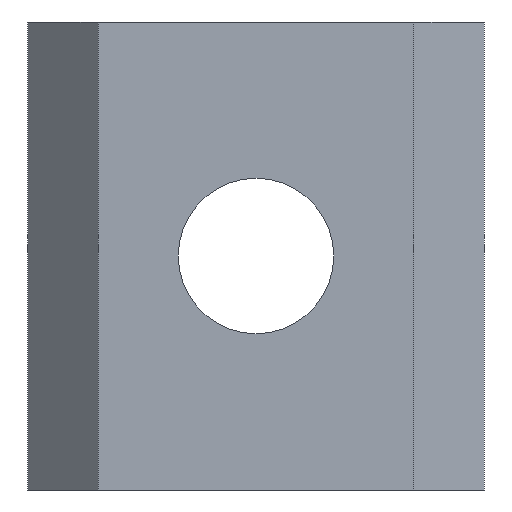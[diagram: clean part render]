
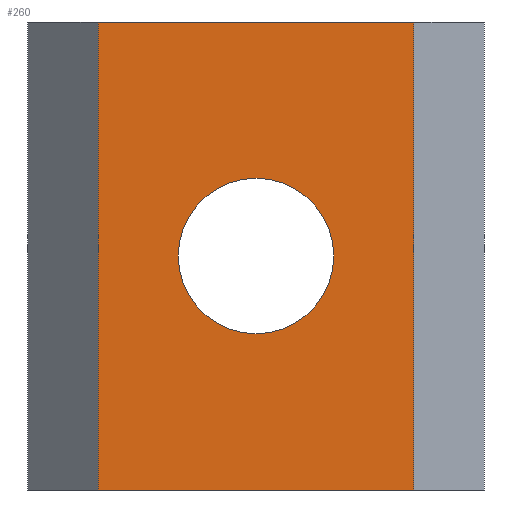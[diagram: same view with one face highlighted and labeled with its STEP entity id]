
A CAD part, front view. The second image highlights one B-rep face of the part: STEP entity #260.
In plain terms, the highlighted planar face has unit normal (0, -1, 0).
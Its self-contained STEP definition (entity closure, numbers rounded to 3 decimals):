
#8 = DIRECTION ( 'NONE',  ( 0., 1., 0. ) ) ;
#9 = VERTEX_POINT ( 'NONE', #46 ) ;
#24 = EDGE_CURVE ( 'NONE', #61, #207, #180, .T. ) ;
#33 = DIRECTION ( 'NONE',  ( 0., 1., 0. ) ) ;
#35 = VERTEX_POINT ( 'NONE', #256 ) ;
#46 = CARTESIAN_POINT ( 'NONE',  ( -6.75, -10.6, 0. ) ) ;
#61 = VERTEX_POINT ( 'NONE', #389 ) ;
#85 = EDGE_CURVE ( 'NONE', #207, #9, #374, .T. ) ;
#100 = CARTESIAN_POINT ( 'NONE',  ( 0., -10.6, 10. ) ) ;
#113 = CARTESIAN_POINT ( 'NONE',  ( 0., -10.6, 6.676 ) ) ;
#118 = DIRECTION ( 'NONE',  ( -1., 0., 0. ) ) ;
#119 = PLANE ( 'NONE',  #461 ) ;
#123 = CARTESIAN_POINT ( 'NONE',  ( -6.75, -10.6, 0. ) ) ;
#151 = ORIENTED_EDGE ( 'NONE', *, *, #166, .T. ) ;
#152 = CARTESIAN_POINT ( 'NONE',  ( 6.584, -10.6, 20. ) ) ;
#155 = LINE ( 'NONE', #311, #163 ) ;
#160 = DIRECTION ( 'NONE',  ( 0., 0., -1. ) ) ;
#163 = VECTOR ( 'NONE', #430, 1000. ) ;
#166 = EDGE_CURVE ( 'NONE', #35, #203, #355, .T. ) ;
#175 = ORIENTED_EDGE ( 'NONE', *, *, #183, .T. ) ;
#179 = FACE_OUTER_BOUND ( 'NONE', #453, .T. ) ;
#180 = LINE ( 'NONE', #152, #199 ) ;
#182 = CARTESIAN_POINT ( 'NONE',  ( 0., -10.6, 10. ) ) ;
#183 = EDGE_CURVE ( 'NONE', #9, #346, #313, .T. ) ;
#195 = ORIENTED_EDGE ( 'NONE', *, *, #24, .T. ) ;
#196 = ORIENTED_EDGE ( 'NONE', *, *, #438, .T. ) ;
#199 = VECTOR ( 'NONE', #118, 1000. ) ;
#203 = VERTEX_POINT ( 'NONE', #113 ) ;
#207 = VERTEX_POINT ( 'NONE', #406 ) ;
#213 = CARTESIAN_POINT ( 'NONE',  ( 6.584, -10.6, 0. ) ) ;
#218 = AXIS2_PLACEMENT_3D ( 'NONE', #100, #33, #383 ) ;
#241 = ORIENTED_EDGE ( 'NONE', *, *, #407, .T. ) ;
#248 = DIRECTION ( 'NONE',  ( 0., 0., 1. ) ) ;
#256 = CARTESIAN_POINT ( 'NONE',  ( 0., -10.6, 13.324 ) ) ;
#260 = ADVANCED_FACE ( 'NONE', ( #416, #179 ), #119, .T. ) ;
#261 = AXIS2_PLACEMENT_3D ( 'NONE', #182, #8, #248 ) ;
#291 = CARTESIAN_POINT ( 'NONE',  ( 6.584, -10.6, 0. ) ) ;
#293 = EDGE_LOOP ( 'NONE', ( #151, #241 ) ) ;
#297 = DIRECTION ( 'NONE',  ( 0., -1., 0. ) ) ;
#311 = CARTESIAN_POINT ( 'NONE',  ( 6.75, -10.6, 0. ) ) ;
#312 = CIRCLE ( 'NONE', #218, 3.324 ) ;
#313 = LINE ( 'NONE', #291, #393 ) ;
#346 = VERTEX_POINT ( 'NONE', #372 ) ;
#350 = ORIENTED_EDGE ( 'NONE', *, *, #85, .T. ) ;
#355 = CIRCLE ( 'NONE', #261, 3.324 ) ;
#360 = DIRECTION ( 'NONE',  ( 1., 0., 0. ) ) ;
#372 = CARTESIAN_POINT ( 'NONE',  ( 6.75, -10.6, 0. ) ) ;
#374 = LINE ( 'NONE', #123, #400 ) ;
#383 = DIRECTION ( 'NONE',  ( 0., 0., 1. ) ) ;
#389 = CARTESIAN_POINT ( 'NONE',  ( 6.75, -10.6, 20. ) ) ;
#393 = VECTOR ( 'NONE', #360, 1000. ) ;
#400 = VECTOR ( 'NONE', #160, 1000. ) ;
#406 = CARTESIAN_POINT ( 'NONE',  ( -6.75, -10.6, 20. ) ) ;
#407 = EDGE_CURVE ( 'NONE', #203, #35, #312, .T. ) ;
#416 = FACE_BOUND ( 'NONE', #293, .T. ) ;
#430 = DIRECTION ( 'NONE',  ( 0., 0., 1. ) ) ;
#438 = EDGE_CURVE ( 'NONE', #346, #61, #155, .T. ) ;
#453 = EDGE_LOOP ( 'NONE', ( #350, #175, #196, #195 ) ) ;
#459 = DIRECTION ( 'NONE',  ( 0., 0., -1. ) ) ;
#461 = AXIS2_PLACEMENT_3D ( 'NONE', #213, #297, #459 ) ;
